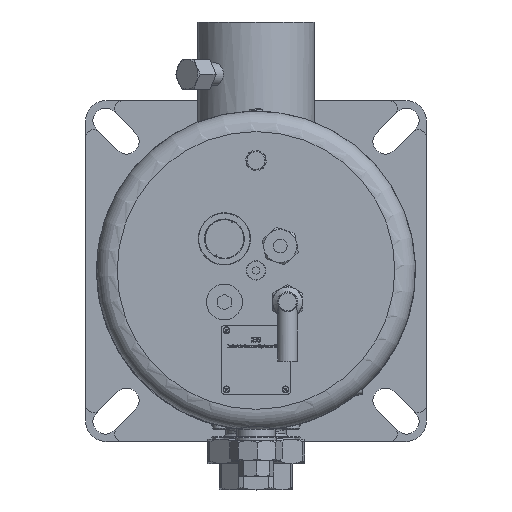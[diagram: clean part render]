
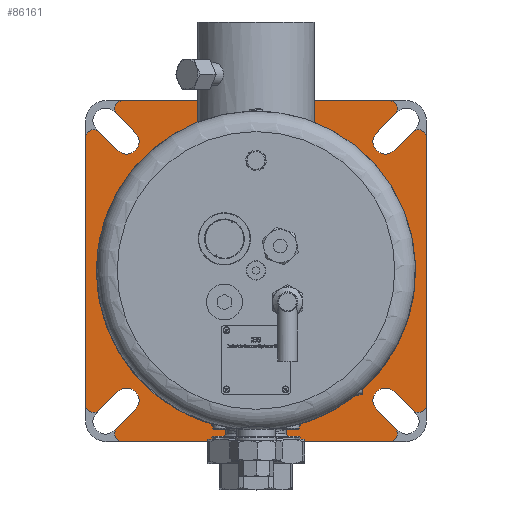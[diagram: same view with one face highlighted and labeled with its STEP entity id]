
A CAD part, top view. The second image highlights one B-rep face of the part: STEP entity #86161.
In plain terms, the highlighted planar face has unit normal (0, 0, 1).
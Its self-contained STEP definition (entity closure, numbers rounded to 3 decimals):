
#2744=FACE_BOUND('',#26011,.T.);
#5173=LINE('',#125890,#11854);
#5177=LINE('',#125899,#11858);
#5181=LINE('',#125909,#11862);
#5185=LINE('',#125920,#11866);
#5189=LINE('',#125929,#11870);
#7540=LINE('',#135623,#14221);
#7544=LINE('',#135631,#14225);
#7549=LINE('',#135644,#14230);
#7553=LINE('',#135655,#14234);
#7557=LINE('',#135664,#14238);
#7560=LINE('',#135671,#14241);
#7564=LINE('',#135680,#14245);
#11854=VECTOR('',#99085,10.);
#11858=VECTOR('',#99095,10.);
#11862=VECTOR('',#99105,10.);
#11866=VECTOR('',#99117,10.);
#11870=VECTOR('',#99127,10.);
#14221=VECTOR('',#106232,10.);
#14225=VECTOR('',#106238,10.);
#14230=VECTOR('',#106251,10.);
#14234=VECTOR('',#106263,10.);
#14238=VECTOR('',#106273,10.);
#14241=VECTOR('',#106282,10.);
#14245=VECTOR('',#106292,10.);
#20918=FACE_OUTER_BOUND('',#26010,.T.);
#26010=EDGE_LOOP('',(#64463,#64464,#64465,#64466,#64467,#64468,#64469,#64470,
#64471,#64472,#64473,#64474,#64475,#64476,#64477,#64478,#64479,#64480,#64481,
#64482,#64483,#64484,#64485,#64486));
#26011=EDGE_LOOP('',(#64487));
#28938=CIRCLE('',#89514,9.);
#28940=CIRCLE('',#89518,6.);
#28941=CIRCLE('',#89521,6.);
#28942=CIRCLE('',#89524,9.);
#28944=CIRCLE('',#89528,6.);
#28945=CIRCLE('',#89531,6.);
#29750=CIRCLE('',#91909,9.);
#29752=CIRCLE('',#91913,9.);
#29754=CIRCLE('',#91917,6.);
#29755=CIRCLE('',#91920,6.);
#29756=CIRCLE('',#91923,6.);
#29757=CIRCLE('',#91926,6.);
#29759=CIRCLE('',#91930,116.);
#32816=VERTEX_POINT('',#125879);
#32818=VERTEX_POINT('',#125882);
#32820=VERTEX_POINT('',#125888);
#32821=VERTEX_POINT('',#125893);
#32822=VERTEX_POINT('',#125897);
#32823=VERTEX_POINT('',#125902);
#32824=VERTEX_POINT('',#125906);
#32826=VERTEX_POINT('',#125912);
#32828=VERTEX_POINT('',#125918);
#32829=VERTEX_POINT('',#125923);
#32830=VERTEX_POINT('',#125927);
#32831=VERTEX_POINT('',#125932);
#35456=VERTEX_POINT('',#135622);
#35457=VERTEX_POINT('',#135627);
#35459=VERTEX_POINT('',#135630);
#35460=VERTEX_POINT('',#135635);
#35462=VERTEX_POINT('',#135641);
#35464=VERTEX_POINT('',#135647);
#35466=VERTEX_POINT('',#135653);
#35467=VERTEX_POINT('',#135658);
#35468=VERTEX_POINT('',#135662);
#35469=VERTEX_POINT('',#135669);
#35470=VERTEX_POINT('',#135674);
#35471=VERTEX_POINT('',#135678);
#35473=VERTEX_POINT('',#135688);
#41744=EDGE_CURVE('',#32818,#32816,#28938,.T.);
#41748=EDGE_CURVE('',#32816,#32820,#5173,.T.);
#41751=EDGE_CURVE('',#32821,#32820,#28940,.T.);
#41753=EDGE_CURVE('',#32822,#32821,#5177,.T.);
#41756=EDGE_CURVE('',#32823,#32822,#28941,.T.);
#41758=EDGE_CURVE('',#32823,#32824,#5181,.T.);
#41761=EDGE_CURVE('',#32824,#32826,#28942,.T.);
#41764=EDGE_CURVE('',#32826,#32828,#5185,.T.);
#41767=EDGE_CURVE('',#32829,#32828,#28944,.T.);
#41769=EDGE_CURVE('',#32830,#32829,#5189,.T.);
#41772=EDGE_CURVE('',#32831,#32830,#28945,.T.);
#45705=EDGE_CURVE('',#35456,#32818,#7540,.T.);
#45709=EDGE_CURVE('',#35459,#35457,#7544,.T.);
#45713=EDGE_CURVE('',#35457,#35460,#29750,.T.);
#45716=EDGE_CURVE('',#32831,#35462,#7549,.T.);
#45719=EDGE_CURVE('',#35462,#35464,#29752,.T.);
#45722=EDGE_CURVE('',#35464,#35466,#7553,.T.);
#45725=EDGE_CURVE('',#35467,#35466,#29754,.T.);
#45727=EDGE_CURVE('',#35468,#35467,#7557,.T.);
#45729=EDGE_CURVE('',#35459,#35468,#29755,.T.);
#45731=EDGE_CURVE('',#35460,#35469,#7560,.T.);
#45734=EDGE_CURVE('',#35470,#35469,#29756,.T.);
#45736=EDGE_CURVE('',#35471,#35470,#7564,.T.);
#45738=EDGE_CURVE('',#35456,#35471,#29757,.T.);
#45740=EDGE_CURVE('',#35473,#35473,#29759,.T.);
#64463=ORIENTED_EDGE('',*,*,#41756,.F.);
#64464=ORIENTED_EDGE('',*,*,#41758,.T.);
#64465=ORIENTED_EDGE('',*,*,#41761,.T.);
#64466=ORIENTED_EDGE('',*,*,#41764,.T.);
#64467=ORIENTED_EDGE('',*,*,#41767,.F.);
#64468=ORIENTED_EDGE('',*,*,#41769,.F.);
#64469=ORIENTED_EDGE('',*,*,#41772,.F.);
#64470=ORIENTED_EDGE('',*,*,#45716,.T.);
#64471=ORIENTED_EDGE('',*,*,#45719,.T.);
#64472=ORIENTED_EDGE('',*,*,#45722,.T.);
#64473=ORIENTED_EDGE('',*,*,#45725,.F.);
#64474=ORIENTED_EDGE('',*,*,#45727,.F.);
#64475=ORIENTED_EDGE('',*,*,#45729,.F.);
#64476=ORIENTED_EDGE('',*,*,#45709,.T.);
#64477=ORIENTED_EDGE('',*,*,#45713,.T.);
#64478=ORIENTED_EDGE('',*,*,#45731,.T.);
#64479=ORIENTED_EDGE('',*,*,#45734,.F.);
#64480=ORIENTED_EDGE('',*,*,#45736,.F.);
#64481=ORIENTED_EDGE('',*,*,#45738,.F.);
#64482=ORIENTED_EDGE('',*,*,#45705,.T.);
#64483=ORIENTED_EDGE('',*,*,#41744,.T.);
#64484=ORIENTED_EDGE('',*,*,#41748,.T.);
#64485=ORIENTED_EDGE('',*,*,#41751,.F.);
#64486=ORIENTED_EDGE('',*,*,#41753,.F.);
#64487=ORIENTED_EDGE('',*,*,#45740,.T.);
#77366=PLANE('',#91929);
#86161=ADVANCED_FACE('',(#20918,#2744),#77366,.T.);
#89514=AXIS2_PLACEMENT_3D('',#125883,#99077,#99078);
#89518=AXIS2_PLACEMENT_3D('',#125895,#99090,#99091);
#89521=AXIS2_PLACEMENT_3D('',#125904,#99100,#99101);
#89524=AXIS2_PLACEMENT_3D('',#125915,#99110,#99111);
#89528=AXIS2_PLACEMENT_3D('',#125925,#99122,#99123);
#89531=AXIS2_PLACEMENT_3D('',#125934,#99132,#99133);
#91909=AXIS2_PLACEMENT_3D('',#135638,#106244,#106245);
#91913=AXIS2_PLACEMENT_3D('',#135650,#106256,#106257);
#91917=AXIS2_PLACEMENT_3D('',#135660,#106268,#106269);
#91920=AXIS2_PLACEMENT_3D('',#135667,#106277,#106278);
#91923=AXIS2_PLACEMENT_3D('',#135676,#106287,#106288);
#91926=AXIS2_PLACEMENT_3D('',#135683,#106296,#106297);
#91929=AXIS2_PLACEMENT_3D('',#135687,#106302,#106303);
#91930=AXIS2_PLACEMENT_3D('',#135689,#106304,#106305);
#99077=DIRECTION('center_axis',(0.,0.,-1.));
#99078=DIRECTION('ref_axis',(0.707,-0.707,0.));
#99085=DIRECTION('',(-0.707,0.707,0.));
#99090=DIRECTION('center_axis',(0.,0.,-1.));
#99091=DIRECTION('ref_axis',(-0.383,0.924,0.));
#99095=DIRECTION('',(0.,1.,0.));
#99100=DIRECTION('center_axis',(0.,0.,-1.));
#99101=DIRECTION('ref_axis',(-0.383,-0.924,0.));
#99105=DIRECTION('',(0.707,0.707,0.));
#99110=DIRECTION('center_axis',(0.,0.,-1.));
#99111=DIRECTION('ref_axis',(-0.707,-0.707,0.));
#99117=DIRECTION('',(-0.707,-0.707,0.));
#99122=DIRECTION('center_axis',(0.,0.,-1.));
#99123=DIRECTION('ref_axis',(-0.924,-0.383,0.));
#99127=DIRECTION('',(-1.,0.,0.));
#99132=DIRECTION('center_axis',(0.,0.,-1.));
#99133=DIRECTION('ref_axis',(0.924,-0.383,0.));
#106232=DIRECTION('',(0.707,-0.707,0.));
#106238=DIRECTION('',(-0.707,-0.707,0.));
#106244=DIRECTION('center_axis',(0.,0.,-1.));
#106245=DIRECTION('ref_axis',(0.707,0.707,0.));
#106251=DIRECTION('',(-0.707,0.707,0.));
#106256=DIRECTION('center_axis',(0.,0.,-1.));
#106257=DIRECTION('ref_axis',(0.707,-0.707,0.));
#106263=DIRECTION('',(0.707,-0.707,0.));
#106268=DIRECTION('center_axis',(0.,0.,-1.));
#106269=DIRECTION('ref_axis',(0.383,-0.924,0.));
#106273=DIRECTION('',(0.,-1.,0.));
#106277=DIRECTION('center_axis',(0.,0.,-1.));
#106278=DIRECTION('ref_axis',(0.383,0.924,0.));
#106282=DIRECTION('',(0.707,0.707,0.));
#106287=DIRECTION('center_axis',(0.,0.,-1.));
#106288=DIRECTION('ref_axis',(0.924,0.383,0.));
#106292=DIRECTION('',(1.,0.,0.));
#106296=DIRECTION('center_axis',(0.,0.,-1.));
#106297=DIRECTION('ref_axis',(-0.924,0.383,0.));
#106302=DIRECTION('center_axis',(0.,0.,1.));
#106303=DIRECTION('ref_axis',(1.,0.,0.));
#106304=DIRECTION('center_axis',(0.,0.,-1.));
#106305=DIRECTION('ref_axis',(-1.,0.,0.));
#125879=CARTESIAN_POINT('',(-100.409,87.681,0.));
#125882=CARTESIAN_POINT('',(-87.681,100.409,0.));
#125883=CARTESIAN_POINT('Origin',(-94.045,94.045,0.));
#125888=CARTESIAN_POINT('',(-113.757,101.029,0.));
#125890=CARTESIAN_POINT('',(-69.296,56.569,0.));
#125893=CARTESIAN_POINT('',(-124.,96.787,0.));
#125895=CARTESIAN_POINT('Origin',(-118.,96.787,0.));
#125897=CARTESIAN_POINT('',(-124.,-96.787,0.));
#125899=CARTESIAN_POINT('',(-124.,-124.,0.));
#125902=CARTESIAN_POINT('',(-113.757,-101.029,0.));
#125904=CARTESIAN_POINT('Origin',(-118.,-96.787,0.));
#125906=CARTESIAN_POINT('',(-100.409,-87.681,0.));
#125909=CARTESIAN_POINT('',(-53.387,-40.659,0.));
#125912=CARTESIAN_POINT('',(-87.681,-100.409,0.));
#125915=CARTESIAN_POINT('Origin',(-94.045,-94.045,0.));
#125918=CARTESIAN_POINT('',(-101.029,-113.757,0.));
#125920=CARTESIAN_POINT('',(-56.569,-69.296,0.));
#125923=CARTESIAN_POINT('',(-96.787,-124.,0.));
#125925=CARTESIAN_POINT('Origin',(-96.787,-118.,0.));
#125927=CARTESIAN_POINT('',(96.787,-124.,0.));
#125929=CARTESIAN_POINT('',(124.,-124.,0.));
#125932=CARTESIAN_POINT('',(101.029,-113.757,0.));
#125934=CARTESIAN_POINT('Origin',(96.787,-118.,0.));
#135622=CARTESIAN_POINT('',(-101.029,113.757,0.));
#135623=CARTESIAN_POINT('',(-40.659,53.387,0.));
#135627=CARTESIAN_POINT('',(100.409,87.681,0.));
#135630=CARTESIAN_POINT('',(113.757,101.029,0.));
#135631=CARTESIAN_POINT('',(53.387,40.659,0.));
#135635=CARTESIAN_POINT('',(87.681,100.409,0.));
#135638=CARTESIAN_POINT('Origin',(94.045,94.045,0.));
#135641=CARTESIAN_POINT('',(87.681,-100.409,0.));
#135644=CARTESIAN_POINT('',(40.659,-53.387,0.));
#135647=CARTESIAN_POINT('',(100.409,-87.681,0.));
#135650=CARTESIAN_POINT('Origin',(94.045,-94.045,0.));
#135653=CARTESIAN_POINT('',(113.757,-101.029,0.));
#135655=CARTESIAN_POINT('',(69.296,-56.569,0.));
#135658=CARTESIAN_POINT('',(124.,-96.787,0.));
#135660=CARTESIAN_POINT('Origin',(118.,-96.787,0.));
#135662=CARTESIAN_POINT('',(124.,96.787,0.));
#135664=CARTESIAN_POINT('',(124.,124.,0.));
#135667=CARTESIAN_POINT('Origin',(118.,96.787,0.));
#135669=CARTESIAN_POINT('',(101.029,113.757,0.));
#135671=CARTESIAN_POINT('',(56.569,69.296,0.));
#135674=CARTESIAN_POINT('',(96.787,124.,0.));
#135676=CARTESIAN_POINT('Origin',(96.787,118.,0.));
#135678=CARTESIAN_POINT('',(-96.787,124.,0.));
#135680=CARTESIAN_POINT('',(-124.,124.,0.));
#135683=CARTESIAN_POINT('Origin',(-96.787,118.,0.));
#135687=CARTESIAN_POINT('Origin',(0.,0.,
0.));
#135688=CARTESIAN_POINT('',(116.,0.,0.));
#135689=CARTESIAN_POINT('Origin',(0.,0.,0.));
